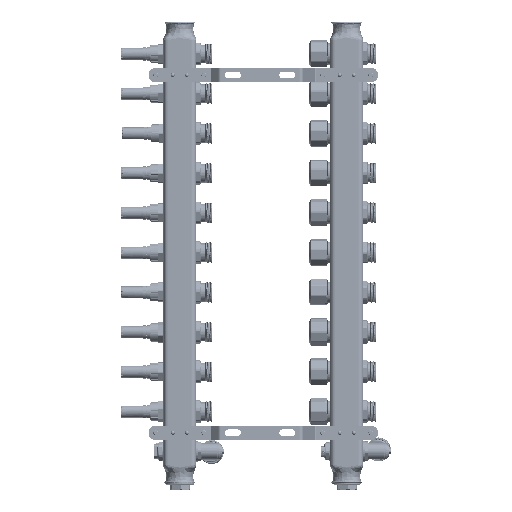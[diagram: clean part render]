
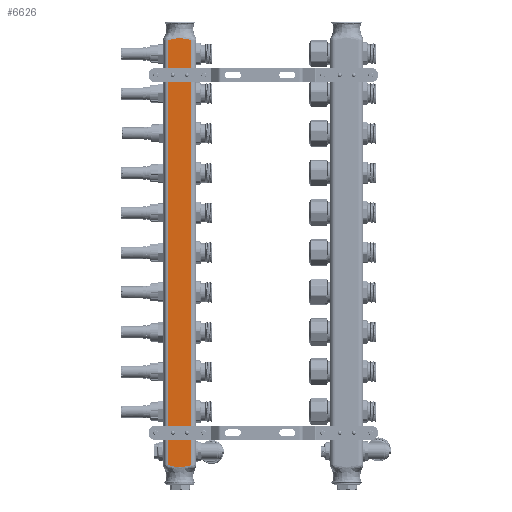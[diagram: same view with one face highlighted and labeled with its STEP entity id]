
A CAD part, front view. The second image highlights one B-rep face of the part: STEP entity #6626.
In plain terms, the highlighted face is planar.
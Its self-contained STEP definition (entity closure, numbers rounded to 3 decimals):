
#469 = CARTESIAN_POINT ( 'NONE',  ( 19.5, 14.5, -556.426 ) ) ;
#764 = EDGE_CURVE ( 'NONE', #71603, #33899, #57727, .T. ) ;
#3208 = CARTESIAN_POINT ( 'NONE',  ( 19.5, -4.27, -558.471 ) ) ;
#3611 = CARTESIAN_POINT ( 'NONE',  ( 19.5, -11.215, -557.208 ) ) ;
#3755 = CARTESIAN_POINT ( 'NONE',  ( 19.5, 11.521, -20.849 ) ) ;
#4167 = CARTESIAN_POINT ( 'NONE',  ( 19.5, -1.22, -19.287 ) ) ;
#4838 = CARTESIAN_POINT ( 'NONE',  ( 19.5, -11.516, -557.152 ) ) ;
#6626 = ADVANCED_FACE ( 'NONE', ( #115385 ), #102950, .F. ) ;
#12525 = CARTESIAN_POINT ( 'NONE',  ( 19.5, 11.219, -20.793 ) ) ;
#12635 = EDGE_CURVE ( 'NONE', #20377, #17902, #86626, .T. ) ;
#12921 = CARTESIAN_POINT ( 'NONE',  ( 19.5, -11.516, -20.848 ) ) ;
#13580 = CARTESIAN_POINT ( 'NONE',  ( 19.5, 12.423, -556.971 ) ) ;
#13729 = CARTESIAN_POINT ( 'NONE',  ( 19.5, 12.124, -20.957 ) ) ;
#14131 = CARTESIAN_POINT ( 'NONE',  ( 19.5, 6.705, -19.908 ) ) ;
#17902 = VERTEX_POINT ( 'NONE', #89935 ) ;
#18474 = CARTESIAN_POINT ( 'NONE',  ( 19.5, 14.5, -289. ) ) ;
#19042 = B_SPLINE_CURVE_WITH_KNOTS ( 'NONE', 3,
 ( #70731, #70334, #41880, #107576, #13729, #3755, #12525, #31942, #60888, #14131, #98087, #88580, #80296, #59696, #41461, #4167, #23647, #31536, #79897, #23236, #50988, #41067, #99267, #60479, #12921, #69937, #42694, #78676, #107191, #22041 ),
 .UNSPECIFIED., .F., .F.,
 ( 4, 2, 2, 2, 2, 2, 2, 2, 2, 2, 2, 2, 2, 2, 4 ),
 ( 0., 0.002, 0.003, 0.004, 0.007, 0.009, 0.011, 0.015, 0.018, 0.02, 0.022, 0.026, 0.027, 0.028, 0.029 ),
 .UNSPECIFIED. ) ;
#19296 = DIRECTION ( 'NONE',  ( 0., 0., 1. ) ) ;
#20377 = VERTEX_POINT ( 'NONE', #61043 ) ;
#22041 = CARTESIAN_POINT ( 'NONE',  ( 19.5, -14.5, -21.574 ) ) ;
#22690 = CARTESIAN_POINT ( 'NONE',  ( 19.5, 6.103, -558.202 ) ) ;
#23084 = CARTESIAN_POINT ( 'NONE',  ( 19.5, 9.712, -557.491 ) ) ;
#23161 = CARTESIAN_POINT ( 'NONE',  ( 19.5, 14.5, -21.574 ) ) ;
#23236 = CARTESIAN_POINT ( 'NONE',  ( 19.5, -6.093, -19.796 ) ) ;
#23647 = CARTESIAN_POINT ( 'NONE',  ( 19.5, -2.442, -19.344 ) ) ;
#23648 = ORIENTED_EDGE ( 'NONE', *, *, #764, .T. ) ;
#25932 = EDGE_CURVE ( 'NONE', #33899, #17902, #19042, .T. ) ;
#31536 = CARTESIAN_POINT ( 'NONE',  ( 19.5, -4.27, -19.529 ) ) ;
#31791 = CARTESIAN_POINT ( 'NONE',  ( 19.5, 11.521, -557.151 ) ) ;
#31942 = CARTESIAN_POINT ( 'NONE',  ( 19.5, 9.712, -20.509 ) ) ;
#32193 = CARTESIAN_POINT ( 'NONE',  ( 19.5, 13.315, -556.748 ) ) ;
#33026 = CARTESIAN_POINT ( 'NONE',  ( 19.5, -13.907, -556.589 ) ) ;
#33427 = CARTESIAN_POINT ( 'NONE',  ( 19.5, 12.124, -557.043 ) ) ;
#33899 = VERTEX_POINT ( 'NONE', #23161 ) ;
#35397 = DIRECTION ( 'NONE',  ( 0., 0., 1. ) ) ;
#37667 = DIRECTION ( 'NONE',  ( -1., 0., 0. ) ) ;
#39594 = EDGE_LOOP ( 'NONE', ( #23648, #48922, #121900, #81138 ) ) ;
#41067 = CARTESIAN_POINT ( 'NONE',  ( 19.5, -8.505, -20.256 ) ) ;
#41320 = CARTESIAN_POINT ( 'NONE',  ( 19.5, -14.5, -556.426 ) ) ;
#41461 = CARTESIAN_POINT ( 'NONE',  ( 19.5, 1.232, -19.288 ) ) ;
#41880 = CARTESIAN_POINT ( 'NONE',  ( 19.5, 13.315, -21.252 ) ) ;
#42694 = CARTESIAN_POINT ( 'NONE',  ( 19.5, -12.419, -21.028 ) ) ;
#44423 = EDGE_CURVE ( 'NONE', #71603, #20377, #55247, .T. ) ;
#46396 = CARTESIAN_POINT ( 'NONE',  ( 19.5, 14.5, -289. ) ) ;
#46779 = DIRECTION ( 'NONE',  ( 0., -1., 0. ) ) ;
#48922 = ORIENTED_EDGE ( 'NONE', *, *, #25932, .T. ) ;
#50443 = CARTESIAN_POINT ( 'NONE',  ( 19.5, -6.093, -558.204 ) ) ;
#50854 = CARTESIAN_POINT ( 'NONE',  ( 19.5, 2.461, -558.655 ) ) ;
#50988 = CARTESIAN_POINT ( 'NONE',  ( 19.5, -6.697, -19.907 ) ) ;
#55247 = B_SPLINE_CURVE_WITH_KNOTS ( 'NONE', 3,
 ( #79329, #60740, #32193, #13580, #33427, #31791, #107832, #23084, #107045, #116480, #22690, #60344, #89250, #50854, #108658, #59943, #107434, #3208, #116882, #50443, #97940, #71005, #69391, #3611, #4838, #69794, #98334, #88836, #33026, #41320 ),
 .UNSPECIFIED., .F., .F.,
 ( 4, 2, 2, 2, 2, 2, 2, 2, 2, 2, 2, 2, 2, 2, 4 ),
 ( 0., 0.002, 0.003, 0.004, 0.007, 0.009, 0.011, 0.015, 0.018, 0.02, 0.022, 0.026, 0.027, 0.028, 0.029 ),
 .UNSPECIFIED. ) ;
#55670 = CARTESIAN_POINT ( 'NONE',  ( 19.5, -14.5, -289. ) ) ;
#57727 = LINE ( 'NONE', #18474, #94688 ) ;
#59696 = CARTESIAN_POINT ( 'NONE',  ( 19.5, 2.461, -19.345 ) ) ;
#59943 = CARTESIAN_POINT ( 'NONE',  ( 19.5, -1.22, -558.713 ) ) ;
#60344 = CARTESIAN_POINT ( 'NONE',  ( 19.5, 4.893, -558.39 ) ) ;
#60479 = CARTESIAN_POINT ( 'NONE',  ( 19.5, -11.215, -20.792 ) ) ;
#60740 = CARTESIAN_POINT ( 'NONE',  ( 19.5, 13.908, -556.588 ) ) ;
#60888 = CARTESIAN_POINT ( 'NONE',  ( 19.5, 8.511, -20.258 ) ) ;
#61043 = CARTESIAN_POINT ( 'NONE',  ( 19.5, -14.5, -556.426 ) ) ;
#61632 = AXIS2_PLACEMENT_3D ( 'NONE', #46396, #37667, #46779 ) ;
#69391 = CARTESIAN_POINT ( 'NONE',  ( 19.5, -9.706, -557.492 ) ) ;
#69794 = CARTESIAN_POINT ( 'NONE',  ( 19.5, -12.121, -557.043 ) ) ;
#69937 = CARTESIAN_POINT ( 'NONE',  ( 19.5, -12.121, -20.957 ) ) ;
#70334 = CARTESIAN_POINT ( 'NONE',  ( 19.5, 13.908, -21.412 ) ) ;
#70731 = CARTESIAN_POINT ( 'NONE',  ( 19.5, 14.5, -21.574 ) ) ;
#71005 = CARTESIAN_POINT ( 'NONE',  ( 19.5, -8.505, -557.744 ) ) ;
#71603 = VERTEX_POINT ( 'NONE', #469 ) ;
#78676 = CARTESIAN_POINT ( 'NONE',  ( 19.5, -13.313, -21.252 ) ) ;
#79329 = CARTESIAN_POINT ( 'NONE',  ( 19.5, 14.5, -556.426 ) ) ;
#79897 = CARTESIAN_POINT ( 'NONE',  ( 19.5, -4.878, -19.608 ) ) ;
#80296 = CARTESIAN_POINT ( 'NONE',  ( 19.5, 4.287, -19.531 ) ) ;
#81138 = ORIENTED_EDGE ( 'NONE', *, *, #44423, .F. ) ;
#86626 = LINE ( 'NONE', #55670, #108782 ) ;
#88580 = CARTESIAN_POINT ( 'NONE',  ( 19.5, 4.893, -19.61 ) ) ;
#88836 = CARTESIAN_POINT ( 'NONE',  ( 19.5, -13.313, -556.748 ) ) ;
#89250 = CARTESIAN_POINT ( 'NONE',  ( 19.5, 4.287, -558.469 ) ) ;
#89935 = CARTESIAN_POINT ( 'NONE',  ( 19.5, -14.5, -21.574 ) ) ;
#94688 = VECTOR ( 'NONE', #19296, 1000. ) ;
#97940 = CARTESIAN_POINT ( 'NONE',  ( 19.5, -6.697, -558.093 ) ) ;
#98087 = CARTESIAN_POINT ( 'NONE',  ( 19.5, 6.103, -19.798 ) ) ;
#98334 = CARTESIAN_POINT ( 'NONE',  ( 19.5, -12.419, -556.972 ) ) ;
#99267 = CARTESIAN_POINT ( 'NONE',  ( 19.5, -9.706, -20.508 ) ) ;
#102950 = PLANE ( 'NONE',  #61632 ) ;
#107045 = CARTESIAN_POINT ( 'NONE',  ( 19.5, 8.511, -557.742 ) ) ;
#107191 = CARTESIAN_POINT ( 'NONE',  ( 19.5, -13.907, -21.411 ) ) ;
#107434 = CARTESIAN_POINT ( 'NONE',  ( 19.5, -2.442, -558.656 ) ) ;
#107576 = CARTESIAN_POINT ( 'NONE',  ( 19.5, 12.423, -21.029 ) ) ;
#107832 = CARTESIAN_POINT ( 'NONE',  ( 19.5, 11.219, -557.207 ) ) ;
#108658 = CARTESIAN_POINT ( 'NONE',  ( 19.5, 1.232, -558.712 ) ) ;
#108782 = VECTOR ( 'NONE', #35397, 1000. ) ;
#115385 = FACE_OUTER_BOUND ( 'NONE', #39594, .T. ) ;
#116480 = CARTESIAN_POINT ( 'NONE',  ( 19.5, 6.705, -558.092 ) ) ;
#116882 = CARTESIAN_POINT ( 'NONE',  ( 19.5, -4.878, -558.392 ) ) ;
#121900 = ORIENTED_EDGE ( 'NONE', *, *, #12635, .F. ) ;
